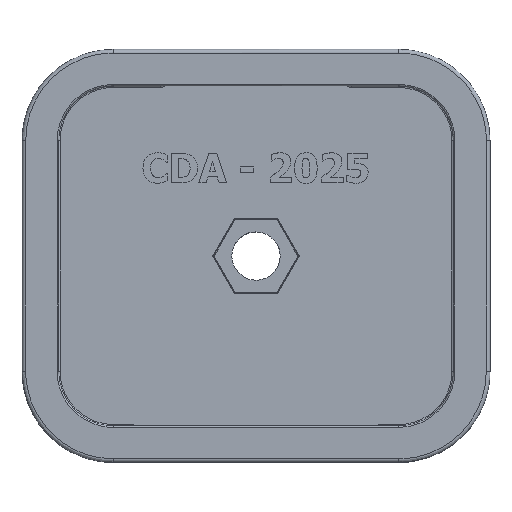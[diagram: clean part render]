
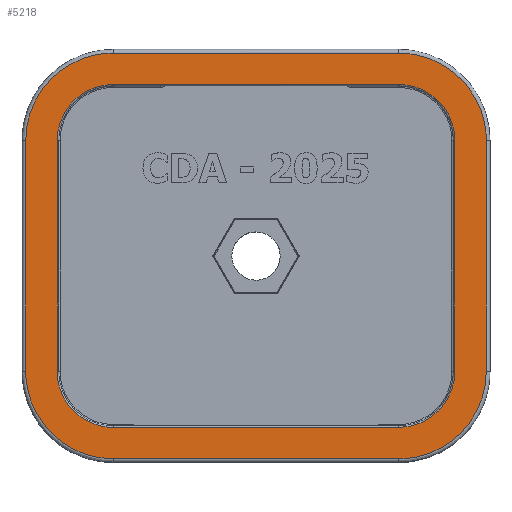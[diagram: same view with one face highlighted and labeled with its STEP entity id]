
A CAD part, top view. The second image highlights one B-rep face of the part: STEP entity #5218.
In plain terms, the highlighted free-form (B-spline) face has degree [1, 1] with [2, 2] control points.
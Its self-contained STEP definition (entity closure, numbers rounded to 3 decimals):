
#4967 = VERTEX_POINT('',#4968);
#4968 = CARTESIAN_POINT('',(18.364,26.134,0.));
#4982 = VERTEX_POINT('',#4983);
#4983 = CARTESIAN_POINT('',(-18.364,26.134,0.));
#4989 = EDGE_CURVE('',#4982,#4967,#4990,.T.);
#4990 = B_SPLINE_CURVE_WITH_KNOTS('',1,(#4991,#4992),.UNSPECIFIED.,.F.,
  .F.,(2,2),(-9.75,29.25),.PIECEWISE_BEZIER_KNOTS.);
#4991 = CARTESIAN_POINT('',(-18.364,26.134,0.));
#4992 = CARTESIAN_POINT('',(18.364,26.134,0.));
#5005 = VERTEX_POINT('',#5006);
#5006 = CARTESIAN_POINT('',(-29.665,14.833,0.));
#5012 = EDGE_CURVE('',#5005,#4982,#5013,.T.);
#5013 = ( BOUNDED_CURVE() B_SPLINE_CURVE(2,(#5014,#5015,#5016),
.UNSPECIFIED.,.F.,.F.) B_SPLINE_CURVE_WITH_KNOTS((3,3),(5.498,
7.069),.PIECEWISE_BEZIER_KNOTS.) CURVE() 
GEOMETRIC_REPRESENTATION_ITEM() RATIONAL_B_SPLINE_CURVE((1.,
0.707,1.)) REPRESENTATION_ITEM('') );
#5014 = CARTESIAN_POINT('',(-29.665,14.833,0.));
#5015 = CARTESIAN_POINT('',(-29.665,26.134,0.));
#5016 = CARTESIAN_POINT('',(-18.364,26.134,0.));
#5034 = VERTEX_POINT('',#5035);
#5035 = CARTESIAN_POINT('',(-29.665,-14.833,0.));
#5041 = EDGE_CURVE('',#5034,#5005,#5042,.T.);
#5042 = B_SPLINE_CURVE_WITH_KNOTS('',1,(#5043,#5044),.UNSPECIFIED.,.F.,
  .F.,(2,2),(-7.875,23.625),.PIECEWISE_BEZIER_KNOTS.);
#5043 = CARTESIAN_POINT('',(-29.665,-14.833,0.));
#5044 = CARTESIAN_POINT('',(-29.665,14.833,0.));
#5059 = VERTEX_POINT('',#5060);
#5060 = CARTESIAN_POINT('',(-18.364,-26.134,0.));
#5066 = EDGE_CURVE('',#5059,#5034,#5067,.T.);
#5067 = ( BOUNDED_CURVE() B_SPLINE_CURVE(2,(#5068,#5069,#5070),
.UNSPECIFIED.,.F.,.F.) B_SPLINE_CURVE_WITH_KNOTS((3,3),(5.498,
7.069),.PIECEWISE_BEZIER_KNOTS.) CURVE() 
GEOMETRIC_REPRESENTATION_ITEM() RATIONAL_B_SPLINE_CURVE((1.,
0.707,1.)) REPRESENTATION_ITEM('') );
#5068 = CARTESIAN_POINT('',(-18.364,-26.134,0.));
#5069 = CARTESIAN_POINT('',(-29.665,-26.134,0.));
#5070 = CARTESIAN_POINT('',(-29.665,-14.833,0.));
#5088 = VERTEX_POINT('',#5089);
#5089 = CARTESIAN_POINT('',(18.364,-26.134,0.));
#5095 = EDGE_CURVE('',#5088,#5059,#5096,.T.);
#5096 = B_SPLINE_CURVE_WITH_KNOTS('',1,(#5097,#5098),.UNSPECIFIED.,.F.,
  .F.,(2,2),(-9.75,29.25),.PIECEWISE_BEZIER_KNOTS.);
#5097 = CARTESIAN_POINT('',(18.364,-26.134,0.));
#5098 = CARTESIAN_POINT('',(-18.364,-26.134,0.));
#5115 = VERTEX_POINT('',#5116);
#5116 = CARTESIAN_POINT('',(29.665,-14.833,0.));
#5122 = EDGE_CURVE('',#5115,#5088,#5123,.T.);
#5123 = ( BOUNDED_CURVE() B_SPLINE_CURVE(2,(#5124,#5125,#5126),
.UNSPECIFIED.,.F.,.F.) B_SPLINE_CURVE_WITH_KNOTS((3,3),(5.498,
7.069),.PIECEWISE_BEZIER_KNOTS.) CURVE() 
GEOMETRIC_REPRESENTATION_ITEM() RATIONAL_B_SPLINE_CURVE((1.,
0.707,1.)) REPRESENTATION_ITEM('') );
#5124 = CARTESIAN_POINT('',(29.665,-14.833,0.));
#5125 = CARTESIAN_POINT('',(29.665,-26.134,0.));
#5126 = CARTESIAN_POINT('',(18.364,-26.134,0.));
#5151 = VERTEX_POINT('',#5152);
#5152 = CARTESIAN_POINT('',(29.665,14.833,0.));
#5158 = EDGE_CURVE('',#5151,#5115,#5159,.T.);
#5159 = B_SPLINE_CURVE_WITH_KNOTS('',1,(#5160,#5161),.UNSPECIFIED.,.F.,
  .F.,(2,2),(-7.875,23.625),.PIECEWISE_BEZIER_KNOTS.);
#5160 = CARTESIAN_POINT('',(29.665,14.833,0.));
#5161 = CARTESIAN_POINT('',(29.665,-14.833,0.));
#5180 = EDGE_CURVE('',#4967,#5151,#5181,.T.);
#5181 = ( BOUNDED_CURVE() B_SPLINE_CURVE(2,(#5182,#5183,#5184),
.UNSPECIFIED.,.F.,.F.) B_SPLINE_CURVE_WITH_KNOTS((3,3),(5.498,
7.069),.PIECEWISE_BEZIER_KNOTS.) CURVE() 
GEOMETRIC_REPRESENTATION_ITEM() RATIONAL_B_SPLINE_CURVE((1.,
0.707,1.)) REPRESENTATION_ITEM('') );
#5182 = CARTESIAN_POINT('',(18.364,26.134,0.));
#5183 = CARTESIAN_POINT('',(29.665,26.134,0.));
#5184 = CARTESIAN_POINT('',(29.665,14.833,0.));
#5218 = ADVANCED_FACE('',(#5219,#5229),#5291,.T.);
#5219 = FACE_BOUND('',#5220,.T.);
#5220 = EDGE_LOOP('',(#5221,#5222,#5223,#5224,#5225,#5226,#5227,#5228));
#5221 = ORIENTED_EDGE('',*,*,#4989,.F.);
#5222 = ORIENTED_EDGE('',*,*,#5012,.F.);
#5223 = ORIENTED_EDGE('',*,*,#5041,.F.);
#5224 = ORIENTED_EDGE('',*,*,#5066,.F.);
#5225 = ORIENTED_EDGE('',*,*,#5095,.F.);
#5226 = ORIENTED_EDGE('',*,*,#5122,.F.);
#5227 = ORIENTED_EDGE('',*,*,#5158,.F.);
#5228 = ORIENTED_EDGE('',*,*,#5180,.F.);
#5229 = FACE_BOUND('',#5230,.T.);
#5230 = EDGE_LOOP('',(#5231,#5241,#5248,#5256,#5263,#5271,#5278,#5286));
#5231 = ORIENTED_EDGE('',*,*,#5232,.F.);
#5232 = EDGE_CURVE('',#5233,#5235,#5237,.T.);
#5233 = VERTEX_POINT('',#5234);
#5234 = CARTESIAN_POINT('',(25.616,14.833,0.));
#5235 = VERTEX_POINT('',#5236);
#5236 = CARTESIAN_POINT('',(18.364,22.084,0.));
#5237 = ( BOUNDED_CURVE() B_SPLINE_CURVE(2,(#5238,#5239,#5240),
.UNSPECIFIED.,.F.,.F.) B_SPLINE_CURVE_WITH_KNOTS((3,3),(5.498,
7.069),.PIECEWISE_BEZIER_KNOTS.) CURVE() 
GEOMETRIC_REPRESENTATION_ITEM() RATIONAL_B_SPLINE_CURVE((1.,
0.707,1.)) REPRESENTATION_ITEM('') );
#5238 = CARTESIAN_POINT('',(25.616,14.833,0.));
#5239 = CARTESIAN_POINT('',(25.616,22.084,0.));
#5240 = CARTESIAN_POINT('',(18.364,22.084,0.));
#5241 = ORIENTED_EDGE('',*,*,#5242,.F.);
#5242 = EDGE_CURVE('',#5243,#5233,#5245,.T.);
#5243 = VERTEX_POINT('',#5244);
#5244 = CARTESIAN_POINT('',(25.616,-14.833,0.));
#5245 = B_SPLINE_CURVE_WITH_KNOTS('',1,(#5246,#5247),.UNSPECIFIED.,.F.,
  .F.,(2,2),(-7.875,23.625),.PIECEWISE_BEZIER_KNOTS.);
#5246 = CARTESIAN_POINT('',(25.616,-14.833,0.));
#5247 = CARTESIAN_POINT('',(25.616,14.833,0.));
#5248 = ORIENTED_EDGE('',*,*,#5249,.F.);
#5249 = EDGE_CURVE('',#5250,#5243,#5252,.T.);
#5250 = VERTEX_POINT('',#5251);
#5251 = CARTESIAN_POINT('',(18.364,-22.084,0.));
#5252 = ( BOUNDED_CURVE() B_SPLINE_CURVE(2,(#5253,#5254,#5255),
.UNSPECIFIED.,.F.,.F.) B_SPLINE_CURVE_WITH_KNOTS((3,3),(5.498,
7.069),.PIECEWISE_BEZIER_KNOTS.) CURVE() 
GEOMETRIC_REPRESENTATION_ITEM() RATIONAL_B_SPLINE_CURVE((1.,
0.707,1.)) REPRESENTATION_ITEM('') );
#5253 = CARTESIAN_POINT('',(18.364,-22.084,0.));
#5254 = CARTESIAN_POINT('',(25.616,-22.084,0.));
#5255 = CARTESIAN_POINT('',(25.616,-14.833,0.));
#5256 = ORIENTED_EDGE('',*,*,#5257,.F.);
#5257 = EDGE_CURVE('',#5258,#5250,#5260,.T.);
#5258 = VERTEX_POINT('',#5259);
#5259 = CARTESIAN_POINT('',(-18.364,-22.084,0.));
#5260 = B_SPLINE_CURVE_WITH_KNOTS('',1,(#5261,#5262),.UNSPECIFIED.,.F.,
  .F.,(2,2),(-9.75,29.25),.PIECEWISE_BEZIER_KNOTS.);
#5261 = CARTESIAN_POINT('',(-18.364,-22.084,0.));
#5262 = CARTESIAN_POINT('',(18.364,-22.084,0.));
#5263 = ORIENTED_EDGE('',*,*,#5264,.F.);
#5264 = EDGE_CURVE('',#5265,#5258,#5267,.T.);
#5265 = VERTEX_POINT('',#5266);
#5266 = CARTESIAN_POINT('',(-25.616,-14.833,0.));
#5267 = ( BOUNDED_CURVE() B_SPLINE_CURVE(2,(#5268,#5269,#5270),
.UNSPECIFIED.,.F.,.F.) B_SPLINE_CURVE_WITH_KNOTS((3,3),(5.498,
7.069),.PIECEWISE_BEZIER_KNOTS.) CURVE() 
GEOMETRIC_REPRESENTATION_ITEM() RATIONAL_B_SPLINE_CURVE((1.,
0.707,1.)) REPRESENTATION_ITEM('') );
#5268 = CARTESIAN_POINT('',(-25.616,-14.833,0.));
#5269 = CARTESIAN_POINT('',(-25.616,-22.084,0.));
#5270 = CARTESIAN_POINT('',(-18.364,-22.084,0.));
#5271 = ORIENTED_EDGE('',*,*,#5272,.F.);
#5272 = EDGE_CURVE('',#5273,#5265,#5275,.T.);
#5273 = VERTEX_POINT('',#5274);
#5274 = CARTESIAN_POINT('',(-25.616,14.833,0.));
#5275 = B_SPLINE_CURVE_WITH_KNOTS('',1,(#5276,#5277),.UNSPECIFIED.,.F.,
  .F.,(2,2),(-7.875,23.625),.PIECEWISE_BEZIER_KNOTS.);
#5276 = CARTESIAN_POINT('',(-25.616,14.833,0.));
#5277 = CARTESIAN_POINT('',(-25.616,-14.833,0.));
#5278 = ORIENTED_EDGE('',*,*,#5279,.F.);
#5279 = EDGE_CURVE('',#5280,#5273,#5282,.T.);
#5280 = VERTEX_POINT('',#5281);
#5281 = CARTESIAN_POINT('',(-18.364,22.084,0.));
#5282 = ( BOUNDED_CURVE() B_SPLINE_CURVE(2,(#5283,#5284,#5285),
.UNSPECIFIED.,.F.,.F.) B_SPLINE_CURVE_WITH_KNOTS((3,3),(5.498,
7.069),.PIECEWISE_BEZIER_KNOTS.) CURVE() 
GEOMETRIC_REPRESENTATION_ITEM() RATIONAL_B_SPLINE_CURVE((1.,
0.707,1.)) REPRESENTATION_ITEM('') );
#5283 = CARTESIAN_POINT('',(-18.364,22.084,0.));
#5284 = CARTESIAN_POINT('',(-25.616,22.084,0.));
#5285 = CARTESIAN_POINT('',(-25.616,14.833,0.));
#5286 = ORIENTED_EDGE('',*,*,#5287,.F.);
#5287 = EDGE_CURVE('',#5235,#5280,#5288,.T.);
#5288 = B_SPLINE_CURVE_WITH_KNOTS('',1,(#5289,#5290),.UNSPECIFIED.,.F.,
  .F.,(2,2),(-9.75,29.25),.PIECEWISE_BEZIER_KNOTS.);
#5289 = CARTESIAN_POINT('',(18.364,22.084,0.));
#5290 = CARTESIAN_POINT('',(-18.364,22.084,0.));
#5291 = B_SPLINE_SURFACE_WITH_KNOTS('',1,1,(
    (#5292,#5293)
    ,(#5294,#5295
    )),.UNSPECIFIED.,.F.,.F.,.F.,(2,2),(2,2),(-31.5,31.5),(-27.75,27.75)
  ,.PIECEWISE_BEZIER_KNOTS.);
#5292 = CARTESIAN_POINT('',(-29.665,-26.134,0.));
#5293 = CARTESIAN_POINT('',(-29.665,26.134,0.));
#5294 = CARTESIAN_POINT('',(29.665,-26.134,0.));
#5295 = CARTESIAN_POINT('',(29.665,26.134,0.));
